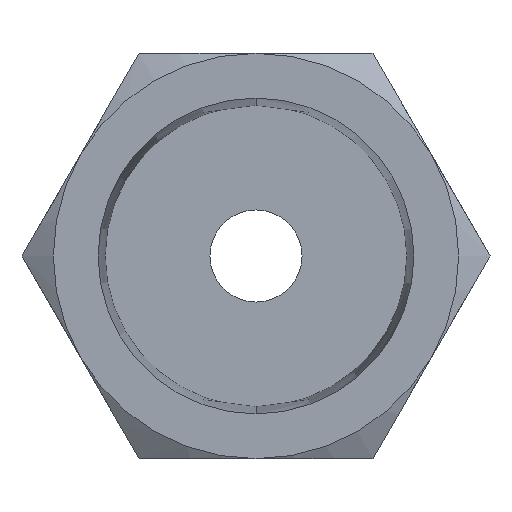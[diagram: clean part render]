
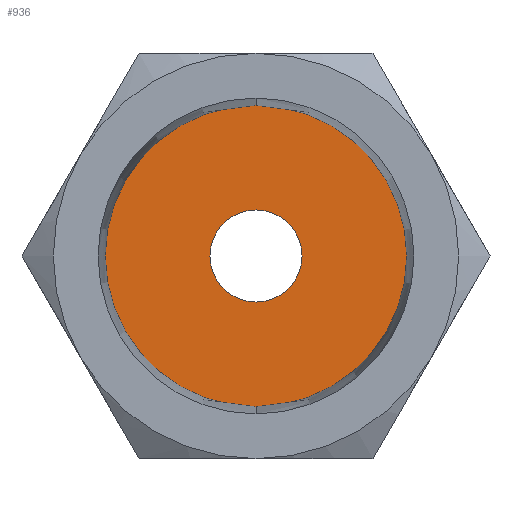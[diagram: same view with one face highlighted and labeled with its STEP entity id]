
A CAD part, front view. The second image highlights one B-rep face of the part: STEP entity #936.
In plain terms, the highlighted planar face has unit normal (0, -1, 0).
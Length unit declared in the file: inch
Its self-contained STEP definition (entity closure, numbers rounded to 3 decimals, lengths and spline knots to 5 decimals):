
#75 = VERTEX_POINT ( 'NONE', #368 ) ;
#114 = VERTEX_POINT ( 'NONE', #233 ) ;
#233 = CARTESIAN_POINT ( 'NONE',  ( 0., 0.49213, 0.32212 ) ) ;
#318 = CARTESIAN_POINT ( 'NONE',  ( 0., 0.49213, 0. ) ) ;
#368 = CARTESIAN_POINT ( 'NONE',  ( 0., 0.49213, 0.09843 ) ) ;
#580 = DIRECTION ( 'NONE',  ( 0., 0., 1. ) ) ;
#595 = AXIS2_PLACEMENT_3D ( 'NONE', #2362, #2374, #2371 ) ;
#644 = CIRCLE ( 'NONE', #1374, 0.32212 ) ;
#663 = EDGE_CURVE ( 'NONE', #754, #114, #2341, .T. ) ;
#754 = VERTEX_POINT ( 'NONE', #2947 ) ;
#792 = DIRECTION ( 'NONE',  ( 0., 0., -1. ) ) ;
#805 = CARTESIAN_POINT ( 'NONE',  ( 0., 0.49213, 0. ) ) ;
#936 = ADVANCED_FACE ( 'NONE', ( #1460, #2713 ), #2049, .T. ) ;
#965 = EDGE_CURVE ( 'NONE', #75, #1513, #2108, .T. ) ;
#1104 = ORIENTED_EDGE ( 'NONE', *, *, #2945, .T. ) ;
#1340 = CARTESIAN_POINT ( 'NONE',  ( 0., 0.49213, 0. ) ) ;
#1374 = AXIS2_PLACEMENT_3D ( 'NONE', #3065, #2746, #2959 ) ;
#1403 = AXIS2_PLACEMENT_3D ( 'NONE', #1340, #1918, #1955 ) ;
#1460 = FACE_BOUND ( 'NONE', #2519, .T. ) ;
#1513 = VERTEX_POINT ( 'NONE', #1650 ) ;
#1585 = AXIS2_PLACEMENT_3D ( 'NONE', #805, #1684, #792 ) ;
#1614 = EDGE_CURVE ( 'NONE', #114, #754, #644, .T. ) ;
#1650 = CARTESIAN_POINT ( 'NONE',  ( 0., 0.49213, -0.09843 ) ) ;
#1684 = DIRECTION ( 'NONE',  ( 0., -1., 0. ) ) ;
#1730 = AXIS2_PLACEMENT_3D ( 'NONE', #318, #1994, #580 ) ;
#1775 = CIRCLE ( 'NONE', #1730, 0.09843 ) ;
#1870 = ORIENTED_EDGE ( 'NONE', *, *, #1614, .T. ) ;
#1918 = DIRECTION ( 'NONE',  ( 0., 1., 0. ) ) ;
#1955 = DIRECTION ( 'NONE',  ( 0., 0., 1. ) ) ;
#1994 = DIRECTION ( 'NONE',  ( 0., 1., 0. ) ) ;
#2049 = PLANE ( 'NONE',  #595 ) ;
#2108 = CIRCLE ( 'NONE', #1403, 0.09843 ) ;
#2341 = CIRCLE ( 'NONE', #1585, 0.32212 ) ;
#2362 = CARTESIAN_POINT ( 'NONE',  ( -0.21027, 0.49213, 0. ) ) ;
#2371 = DIRECTION ( 'NONE',  ( 0., 0., -1. ) ) ;
#2374 = DIRECTION ( 'NONE',  ( 0., -1., 0. ) ) ;
#2512 = ORIENTED_EDGE ( 'NONE', *, *, #965, .T. ) ;
#2519 = EDGE_LOOP ( 'NONE', ( #2512, #1104 ) ) ;
#2618 = EDGE_LOOP ( 'NONE', ( #2854, #1870 ) ) ;
#2713 = FACE_OUTER_BOUND ( 'NONE', #2618, .T. ) ;
#2746 = DIRECTION ( 'NONE',  ( 0., -1., 0. ) ) ;
#2854 = ORIENTED_EDGE ( 'NONE', *, *, #663, .T. ) ;
#2945 = EDGE_CURVE ( 'NONE', #1513, #75, #1775, .T. ) ;
#2947 = CARTESIAN_POINT ( 'NONE',  ( 0., 0.49213, -0.32212 ) ) ;
#2959 = DIRECTION ( 'NONE',  ( 0., 0., -1. ) ) ;
#3065 = CARTESIAN_POINT ( 'NONE',  ( 0., 0.49213, 0. ) ) ;
